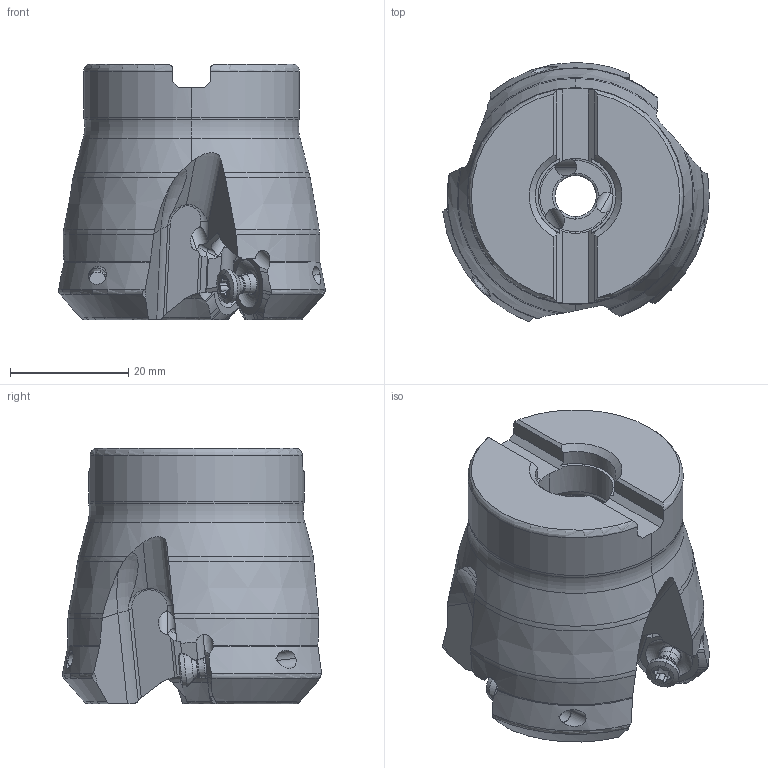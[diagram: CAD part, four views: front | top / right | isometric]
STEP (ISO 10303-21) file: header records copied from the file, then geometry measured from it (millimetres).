
FILE_DESCRIPTION(/* description */ (''),/* implementation_level */ '2;1');
FILE_NAME(/* name */ 'AHX440SUR1503SA.stp',/* time_stamp */ '2017-10-20T17:32:21+09:00',/* author */ (''),/* organization */ (''),/* preprocessor_version */ 'ST-DEVELOPER v16',/* originating_system */ 'SIEMENS PLM Software NX 10.0',/* authorisation */ '');
FILE_SCHEMA (('AUTOMOTIVE_DESIGN { 1 0 10303 214 3 1 1 1 }'));
Length unit declared in the file: millimetre
Products named in the file (1): AHX440SUR1503SA_ASM
Bounding box: 45.19 x 43.89 x 43.3 mm (x, y, z)
Volume: 39757.5 mm3; surface area: 10890.1 mm2
Topology: 4 solids, 4 shells, 456 faces, 1326 edges, 875 vertices
Faces by surface type: cylinder 180, plane 110, torus 84, cone 40, extrusion 24, bspline 12, sphere 6
Entity records: 19434 total; most frequent: CARTESIAN_POINT 7629, ORIENTED_EDGE 2640, DIRECTION 2300, EDGE_CURVE 1320, AXIS2_PLACEMENT_3D 957, VERTEX_POINT 875, EDGE_LOOP 473, B_SPLINE_CURVE_WITH_KNOTS 465
